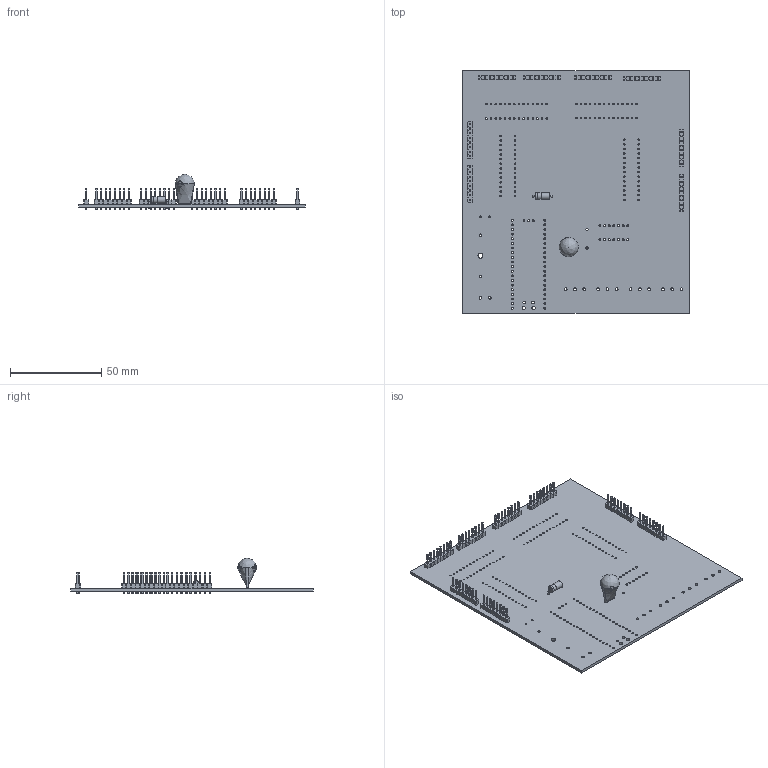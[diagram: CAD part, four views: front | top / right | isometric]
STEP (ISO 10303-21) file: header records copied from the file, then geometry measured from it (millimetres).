
FILE_DESCRIPTION(('KiCad electronic assembly'),'2;1');
FILE_NAME('Hexagon_Desk_RP2040.step','2022-09-21T14:59:15',('Pcbnew'),( 'Kicad'),'Open CASCADE STEP processor 7.6','KiCad to STEP converter' ,'Unknown');
FILE_SCHEMA(('AUTOMOTIVE_DESIGN { 1 0 10303 214 1 1 1 1 }'));
Length unit declared in the file: millimetre
Products named in the file (8): Hexagon_Desk_RP2040 1; PinHeader_1x08_P2.54mm_Vertical; SOLID; CP_Radial_Tantal_D10.5mm_P5.00mm; D_DO-15_P10.16mm_Horizontal; Hexagon_Desk_RP2040 PCB
Assembly tree (14 placements, depth 3):
  Hexagon_Desk_RP2040 1
    PinHeader_1x08_P2.54mm_Vertical  x8
      SOLID
    CP_Radial_Tantal_D10.5mm_P5.00mm
      SOLID
    D_DO-15_P10.16mm_Horizontal
      SOLID
    Hexagon_Desk_RP2040 PCB
Bounding box: 124.33 x 133.1 x 19.35 mm (x, y, z)
Volume: 28231.6 mm3; surface area: 38611.7 mm2
Topology: 11 solids, 11 shells, 1914 faces, 4755 edges, 2996 vertices
Faces by surface type: bspline 1646, cylinder 262, plane 6
Full cylindrical faces by diameter (mm): 0.8 x4, 0.82 x112, 1 x64, 1.02 x43, 1.118 x14, 1.2 x4, 1.3 x2, 1.5 x2, 1.52 x14, 1.8 x2, 2.7 x1
Entity records: 41607 total; most frequent: CARTESIAN_POINT 13188, DIRECTION 3484, ORIENTED_EDGE 2928, PCURVE 2928, DEFINITIONAL_REPRESENTATION 2928, B_SPLINE_CURVE_WITH_KNOTS 1884, EDGE_CURVE 1464, LINE 1346
